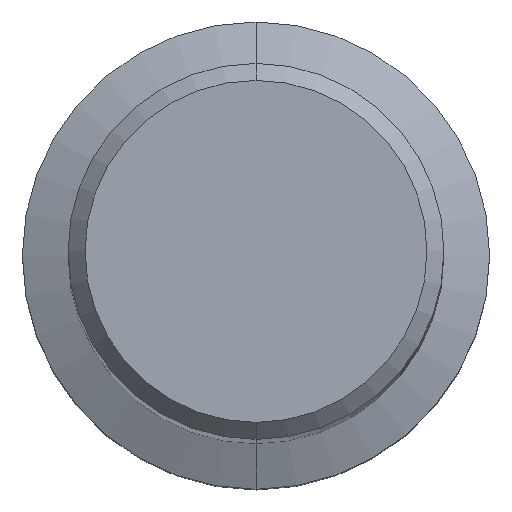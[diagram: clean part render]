
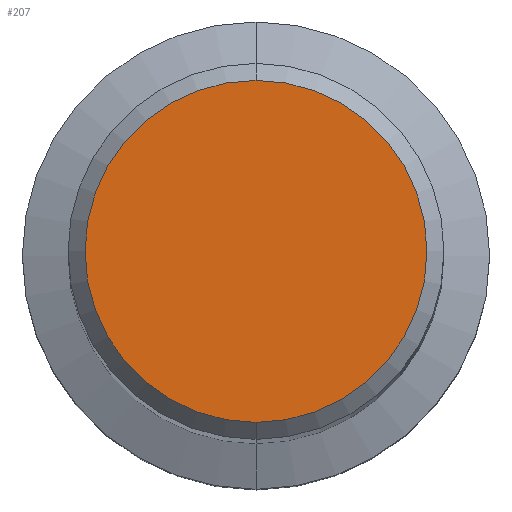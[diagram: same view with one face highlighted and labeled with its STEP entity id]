
A CAD part, top view. The second image highlights one B-rep face of the part: STEP entity #207.
In plain terms, the highlighted planar face has unit normal (0, 0, 1).
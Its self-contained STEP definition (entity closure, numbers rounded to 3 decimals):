
#207=ADVANCED_FACE('',(#562),#563,.T.);
#311=EDGE_CURVE('',#375,#329,#678,.T.);
#329=VERTEX_POINT('',#698);
#375=VERTEX_POINT('',#747);
#435=EDGE_CURVE('',#329,#375,#817,.T.);
#562=FACE_OUTER_BOUND('',#994,.T.);
#563=PLANE('',#995);
#678=CIRCLE('',#1164,8.05);
#698=CARTESIAN_POINT('',(0.0,8.05,0.0));
#747=CARTESIAN_POINT('',(0.,-8.05,0.0));
#817=CIRCLE('',#1453,8.05);
#994=EDGE_LOOP('',(#1708,#1709));
#995=AXIS2_PLACEMENT_3D('',#1710,#1711,#1712);
#1164=AXIS2_PLACEMENT_3D('',#1843,#1844,#1845);
#1453=AXIS2_PLACEMENT_3D('',#2009,#2010,#2011);
#1708=ORIENTED_EDGE('',*,*,#435,.F.);
#1709=ORIENTED_EDGE('',*,*,#311,.F.);
#1710=CARTESIAN_POINT('',(0.0,4.025,0.0));
#1711=DIRECTION('',(-0.0,0.0,1.0));
#1712=DIRECTION('',(0.0,-1.0,0.0));
#1843=CARTESIAN_POINT('',(0.0,0.0,0.0));
#1844=DIRECTION('',(0.0,0.0,-1.0));
#1845=DIRECTION('',(0.0,1.0,0.0));
#2009=CARTESIAN_POINT('',(0.0,0.0,0.0));
#2010=DIRECTION('',(0.0,0.0,-1.0));
#2011=DIRECTION('',(0.0,1.0,0.0));
